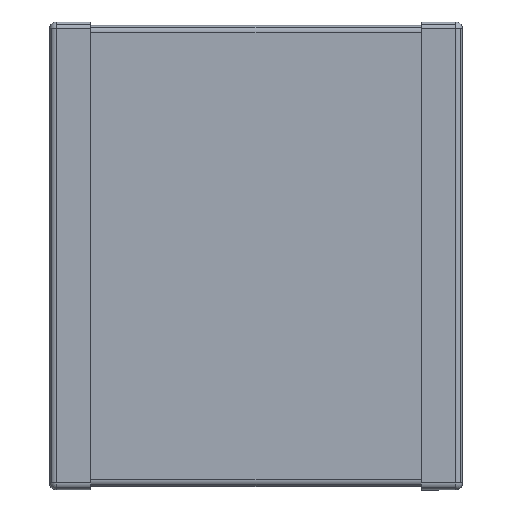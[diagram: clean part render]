
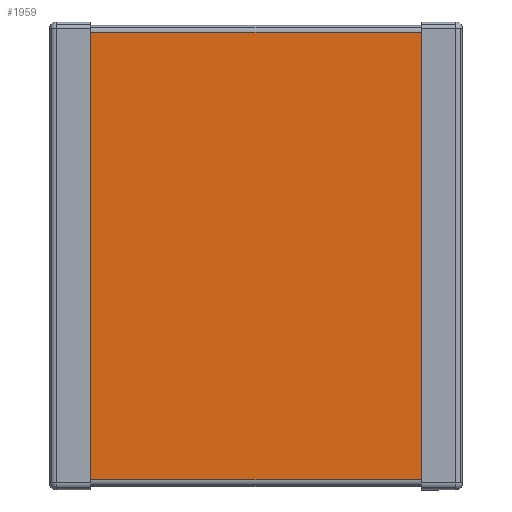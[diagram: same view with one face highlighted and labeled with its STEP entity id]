
A CAD part, top view. The second image highlights one B-rep face of the part: STEP entity #1959.
In plain terms, the highlighted planar face has unit normal (0, 0, 1).
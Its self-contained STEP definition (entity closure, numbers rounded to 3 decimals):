
#1559=CARTESIAN_POINT('',(2.4,-3.25,1.5));
#1560=VERTEX_POINT('',#1559);
#1568=CARTESIAN_POINT('',(-2.4,-3.25,1.5));
#1569=VERTEX_POINT('',#1568);
#1570=CARTESIAN_POINT('',(2.4,-3.25,1.5));
#1571=DIRECTION('',(-1.0,0.0,0.0));
#1572=VECTOR('',#1571,4.8);
#1573=LINE('',#1570,#1572);
#1574=EDGE_CURVE('',#1560,#1569,#1573,.T.);
#1643=CARTESIAN_POINT('',(-2.4,3.25,1.5));
#1644=VERTEX_POINT('',#1643);
#1652=CARTESIAN_POINT('',(2.4,3.25,1.5));
#1653=VERTEX_POINT('',#1652);
#1654=CARTESIAN_POINT('',(-2.4,3.25,1.5));
#1655=DIRECTION('',(1.0,0.0,0.0));
#1656=VECTOR('',#1655,4.8);
#1657=LINE('',#1654,#1656);
#1658=EDGE_CURVE('',#1644,#1653,#1657,.T.);
#1767=CARTESIAN_POINT('',(2.4,3.25,1.5));
#1768=DIRECTION('',(0.0,-1.0,0.0));
#1769=VECTOR('',#1768,6.5);
#1770=LINE('',#1767,#1769);
#1771=EDGE_CURVE('',#1653,#1560,#1770,.T.);
#1906=CARTESIAN_POINT('',(-2.4,-3.25,1.5));
#1907=DIRECTION('',(0.0,1.0,0.0));
#1908=VECTOR('',#1907,6.5);
#1909=LINE('',#1906,#1908);
#1910=EDGE_CURVE('',#1569,#1644,#1909,.T.);
#1948=CARTESIAN_POINT('',(0.,0.,1.5));
#1949=DIRECTION('',(0.0,0.0,1.0));
#1950=DIRECTION('',(1.0,0.0,0.0));
#1951=AXIS2_PLACEMENT_3D('',#1948,#1949,#1950);
#1952=PLANE('',#1951);
#1953=ORIENTED_EDGE('',*,*,#1658,.F.);
#1954=ORIENTED_EDGE('',*,*,#1910,.F.);
#1955=ORIENTED_EDGE('',*,*,#1574,.F.);
#1956=ORIENTED_EDGE('',*,*,#1771,.F.);
#1957=EDGE_LOOP('',(#1953,#1954,#1955,#1956));
#1958=FACE_OUTER_BOUND('',#1957,.T.);
#1959=ADVANCED_FACE('',(#1958),#1952,.T.);
